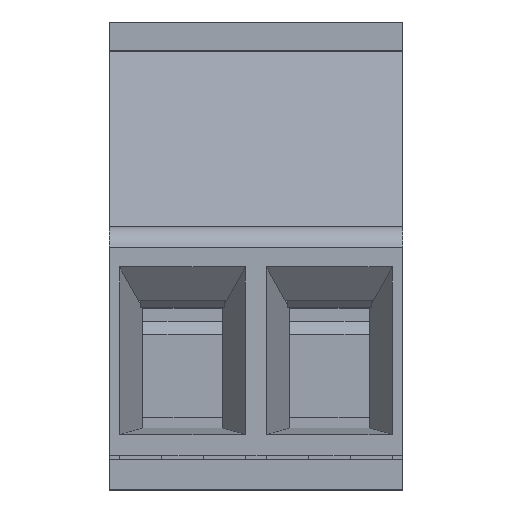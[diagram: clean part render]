
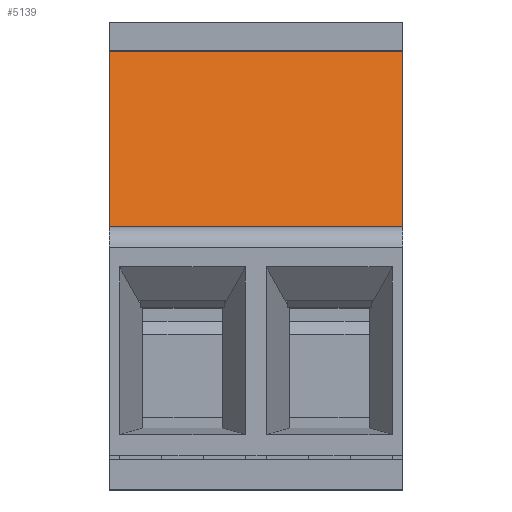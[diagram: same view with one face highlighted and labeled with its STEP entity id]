
A CAD part, top view. The second image highlights one B-rep face of the part: STEP entity #5139.
In plain terms, the highlighted face is planar.
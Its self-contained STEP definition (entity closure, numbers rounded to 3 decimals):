
#89 = PLANE ( 'NONE',  #10931 ) ;
#505 = CARTESIAN_POINT ( 'NONE',  ( 0.519, 5.458, -3.5 ) ) ;
#2445 = FACE_OUTER_BOUND ( 'NONE', #4877, .T. ) ;
#3002 = CARTESIAN_POINT ( 'NONE',  ( 1.423, 9.633, -3.5 ) ) ;
#3815 = CARTESIAN_POINT ( 'NONE',  ( 1.423, 9.633, 3.5 ) ) ;
#3858 = DIRECTION ( 'NONE',  ( -0.212, -0.977, 0. ) ) ;
#4176 = CARTESIAN_POINT ( 'NONE',  ( 1.423, 9.633, -3.5 ) ) ;
#4705 = DIRECTION ( 'NONE',  ( -0.212, -0.977, 0. ) ) ;
#4877 = EDGE_LOOP ( 'NONE', ( #8089, #8099, #8130, #8242 ) ) ;
#5097 = DIRECTION ( 'NONE',  ( -0.212, -0.977, 0. ) ) ;
#5139 = ADVANCED_FACE ( 'NONE', ( #2445 ), #89, .T. ) ;
#5854 = CARTESIAN_POINT ( 'NONE',  ( 0.519, 5.458, -3.5 ) ) ;
#6505 = DIRECTION ( 'NONE',  ( 0., 0., 1. ) ) ;
#7298 = VERTEX_POINT ( 'NONE', #10977 ) ;
#8089 = ORIENTED_EDGE ( 'NONE', *, *, #8626, .T. ) ;
#8099 = ORIENTED_EDGE ( 'NONE', *, *, #8674, .F. ) ;
#8130 = ORIENTED_EDGE ( 'NONE', *, *, #8731, .F. ) ;
#8242 = ORIENTED_EDGE ( 'NONE', *, *, #8734, .T. ) ;
#8384 = DIRECTION ( 'NONE',  ( 0., 0., 1. ) ) ;
#8407 = VERTEX_POINT ( 'NONE', #9724 ) ;
#8626 = EDGE_CURVE ( 'NONE', #10022, #8407, #9475, .T. ) ;
#8674 = EDGE_CURVE ( 'NONE', #8954, #8407, #9355, .T. ) ;
#8731 = EDGE_CURVE ( 'NONE', #7298, #8954, #9208, .T. ) ;
#8734 = EDGE_CURVE ( 'NONE', #7298, #10022, #9229, .T. ) ;
#8954 = VERTEX_POINT ( 'NONE', #10272 ) ;
#9102 = VECTOR ( 'NONE', #8384, 1000. ) ;
#9116 = VECTOR ( 'NONE', #3858, 1000. ) ;
#9208 = LINE ( 'NONE', #10876, #9102 ) ;
#9218 = VECTOR ( 'NONE', #4705, 1000. ) ;
#9229 = LINE ( 'NONE', #3002, #9116 ) ;
#9355 = LINE ( 'NONE', #3815, #9218 ) ;
#9458 = VECTOR ( 'NONE', #6505, 1000. ) ;
#9475 = LINE ( 'NONE', #505, #9458 ) ;
#9724 = CARTESIAN_POINT ( 'NONE',  ( 0.519, 5.458, 3.5 ) ) ;
#10022 = VERTEX_POINT ( 'NONE', #5854 ) ;
#10272 = CARTESIAN_POINT ( 'NONE',  ( 1.423, 9.633, 3.5 ) ) ;
#10422 = DIRECTION ( 'NONE',  ( -0.977, 0.212, 0. ) ) ;
#10876 = CARTESIAN_POINT ( 'NONE',  ( 1.423, 9.633, -3.5 ) ) ;
#10931 = AXIS2_PLACEMENT_3D ( 'NONE', #4176, #10422, #5097 ) ;
#10977 = CARTESIAN_POINT ( 'NONE',  ( 1.423, 9.633, -3.5 ) ) ;
